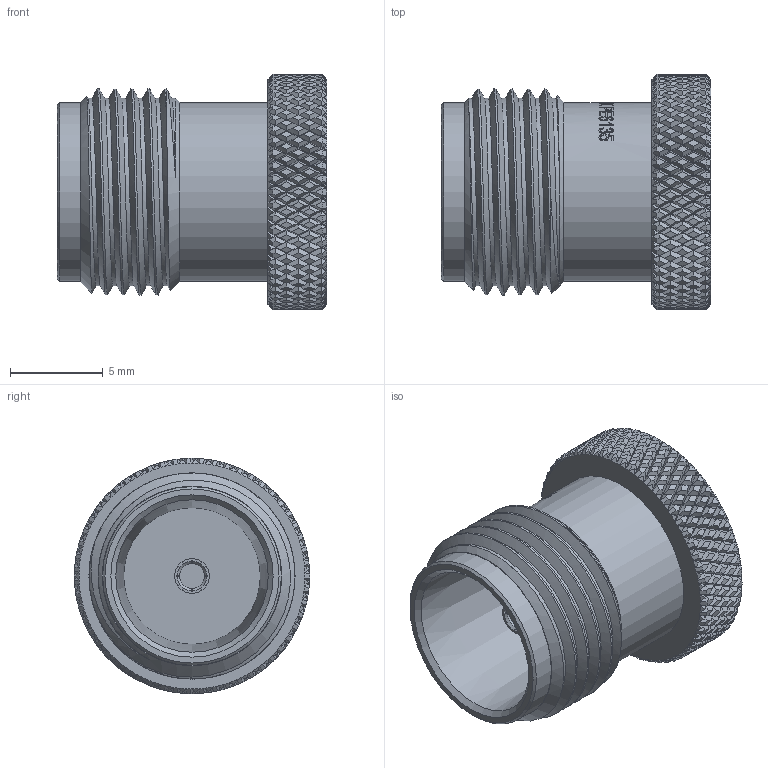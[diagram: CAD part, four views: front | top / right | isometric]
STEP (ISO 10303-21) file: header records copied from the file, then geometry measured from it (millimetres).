
FILE_DESCRIPTION (( 'STEP AP203' ), '1' );
FILE_NAME ('PE6135_3D.step', '2021-05-26T19:58:55', ( '' ), ( '' ), 'SwSTEP 2.0', 'SolidWorks 2020', '' );
FILE_SCHEMA (( 'CONFIG_CONTROL_DESIGN' ));
Products named in the file (1): PE6135_3D
Bounding box: 14.55 x 12.7 x 12.7 mm (x, y, z)
Volume: 894.3 mm3; surface area: 1156.6 mm2
Topology: 1 solids, 1 shells, 2084 faces, 4347 edges, 2293 vertices
Faces by surface type: bspline 1521, cylinder 307, cone 230, plane 26
Full cylindrical faces by diameter (mm): 1.346 x1, 1.854 x2, 9.652 x2
Entity records: 71226 total; most frequent: CARTESIAN_POINT 43446, ORIENTED_EDGE 8656, EDGE_CURVE 4328, VERTEX_POINT 2285, B_SPLINE_CURVE_WITH_KNOTS 2174, EDGE_LOOP 2121, FACE_OUTER_BOUND 2088, ADVANCED_FACE 2083
